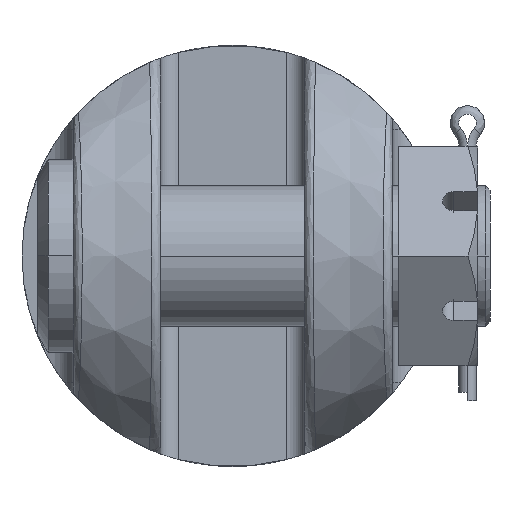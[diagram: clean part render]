
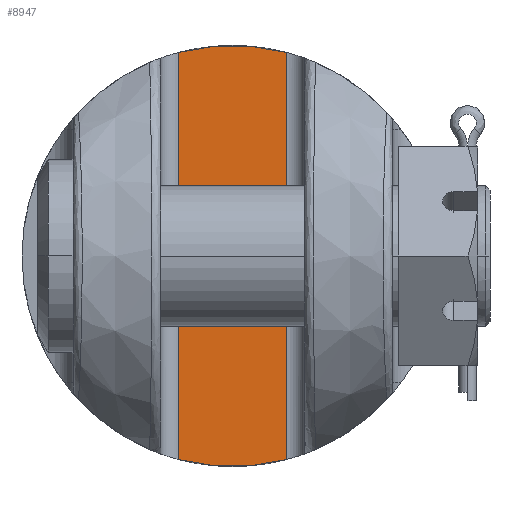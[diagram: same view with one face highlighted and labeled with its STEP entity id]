
A CAD part, front view. The second image highlights one B-rep face of the part: STEP entity #8947.
In plain terms, the highlighted planar face has unit normal (0, -1, 0).
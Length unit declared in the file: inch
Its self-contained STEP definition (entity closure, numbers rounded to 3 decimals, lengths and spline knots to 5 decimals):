
#4919=DIRECTION('',(0.,0.,1.));
#4920=VECTOR('',#4919,5.79714);
#4921=CARTESIAN_POINT('',(0.7735,-13.4712,-2.89857));
#4922=LINE('',#4921,#4920);
#4961=CARTESIAN_POINT('',(0.,-13.4712,0.));
#4962=DIRECTION('',(0.,1.,0.));
#4963=DIRECTION('',(0.258,0.,-0.966));
#4964=AXIS2_PLACEMENT_3D('',#4961,#4962,#4963);
#4969=CARTESIAN_POINT('',(0.,-13.4712,0.));
#4970=DIRECTION('',(0.,1.,0.));
#4971=DIRECTION('',(-0.258,0.,0.966));
#4972=AXIS2_PLACEMENT_3D('',#4969,#4970,#4971);
#5040=DIRECTION('',(0.,0.,-1.));
#5041=VECTOR('',#5040,5.79714);
#5042=CARTESIAN_POINT('',(-0.7735,-13.4712,2.89857));
#5043=LINE('',#5042,#5041);
#6043=CARTESIAN_POINT('',(0.7735,-13.4712,-2.89857));
#6044=CARTESIAN_POINT('',(-0.7735,-13.4712,-2.89857));
#6045=VERTEX_POINT('',#6043);
#6046=VERTEX_POINT('',#6044);
#6047=CARTESIAN_POINT('',(-0.7735,-13.4712,2.89857));
#6048=CARTESIAN_POINT('',(0.7735,-13.4712,2.89857));
#6049=VERTEX_POINT('',#6047);
#6050=VERTEX_POINT('',#6048);
#8935=CARTESIAN_POINT('',(0.,-13.4712,0.));
#8936=DIRECTION('',(0.,-1.,0.));
#8937=DIRECTION('',(-1.,0.,0.));
#8938=AXIS2_PLACEMENT_3D('',#8935,#8936,#8937);
#8939=PLANE('',#8938);
#8940=ORIENTED_EDGE('',*,*,#7263,.T.);
#8942=ORIENTED_EDGE('',*,*,#8941,.F.);
#8943=ORIENTED_EDGE('',*,*,#8754,.T.);
#8944=ORIENTED_EDGE('',*,*,#8928,.F.);
#8945=EDGE_LOOP('',(#8940,#8942,#8943,#8944));
#8946=FACE_OUTER_BOUND('',#8945,.F.);
#4965=CIRCLE('',#4964,3.);
#4973=CIRCLE('',#4972,3.);
#7263=EDGE_CURVE('',#6045,#6046,#4965,.T.);
#8754=EDGE_CURVE('',#6049,#6050,#4973,.T.);
#8928=EDGE_CURVE('',#6045,#6050,#4922,.T.);
#8941=EDGE_CURVE('',#6049,#6046,#5043,.T.);
#8947=ADVANCED_FACE('',(#8946),#8939,.T.);
